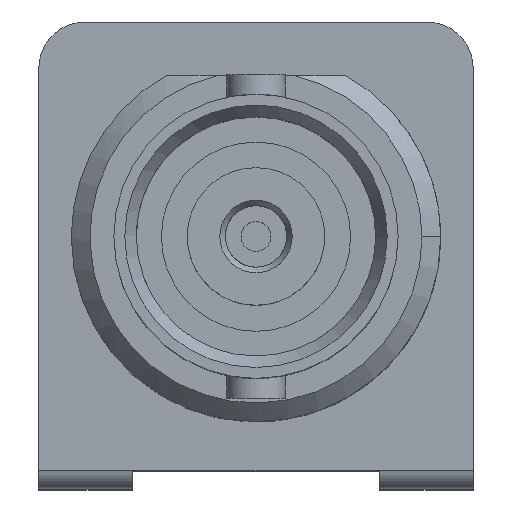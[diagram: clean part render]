
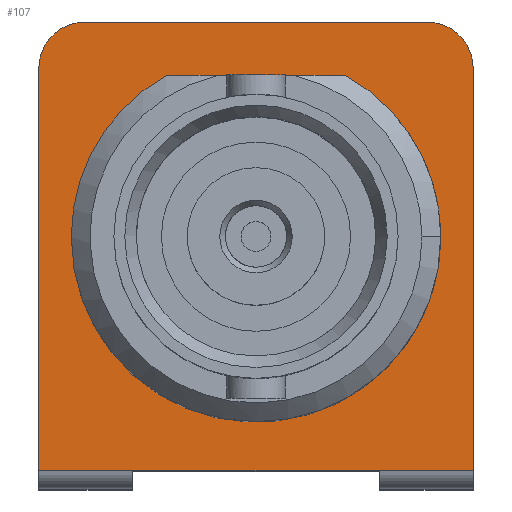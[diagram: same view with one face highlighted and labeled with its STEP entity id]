
A CAD part, top view. The second image highlights one B-rep face of the part: STEP entity #107.
In plain terms, the highlighted planar face has unit normal (0, 0, 1).
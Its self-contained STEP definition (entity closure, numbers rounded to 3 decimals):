
#107=ADVANCED_FACE('',(#947,#949),#951,.F.);
#947=FACE_BOUND('',#948,.T.);
#948=EDGE_LOOP('',(#1659,#1660,#1661,#1662,#1663,#1664));
#949=FACE_BOUND('',#950,.T.);
#950=EDGE_LOOP('',(#1665,#1666,#1667));
#951=PLANE('',#952);
#952=AXIS2_PLACEMENT_3D('',#953,#954,#955);
#953=CARTESIAN_POINT('',(0.,0.,-21.209));
#954=DIRECTION('',(0.,0.,-1.));
#955=DIRECTION('',(0.,-1.,0.));
#1659=ORIENTED_EDGE('',*,*,#2050,.F.);
#1660=ORIENTED_EDGE('',*,*,#2051,.F.);
#1661=ORIENTED_EDGE('',*,*,#2052,.F.);
#1662=ORIENTED_EDGE('',*,*,#2053,.F.);
#1663=ORIENTED_EDGE('',*,*,#2054,.F.);
#1664=ORIENTED_EDGE('',*,*,#2055,.F.);
#1665=ORIENTED_EDGE('',*,*,#2049,.T.);
#1666=ORIENTED_EDGE('',*,*,#2039,.F.);
#1667=ORIENTED_EDGE('',*,*,#2056,.F.);
#2039=EDGE_CURVE('',#2242,#2244,#2245,.T.);
#2049=EDGE_CURVE('',#2258,#2244,#2261,.T.);
#2050=EDGE_CURVE('',#2262,#2263,#2264,.T.);
#2051=EDGE_CURVE('',#2265,#2262,#2266,.T.);
#2052=EDGE_CURVE('',#2267,#2265,#2268,.T.);
#2053=EDGE_CURVE('',#2269,#2267,#2270,.T.);
#2054=EDGE_CURVE('',#2271,#2269,#2272,.T.);
#2055=EDGE_CURVE('',#2263,#2271,#2273,.T.);
#2056=EDGE_CURVE('',#2258,#2242,#2274,.T.);
#2242=VERTEX_POINT('',#2603);
#2244=VERTEX_POINT('',#2607);
#2245=CIRCLE('',#2608,6.274);
#2258=VERTEX_POINT('',#2643);
#2261=LINE('',#2653,#2654);
#2262=VERTEX_POINT('',#2656);
#2263=VERTEX_POINT('',#2657);
#2264=LINE('',#2658,#2659);
#2265=VERTEX_POINT('',#2661);
#2266=CIRCLE('',#2662,1.575);
#2267=VERTEX_POINT('',#2666);
#2268=LINE('',#2667,#2668);
#2269=VERTEX_POINT('',#2670);
#2270=LINE('',#2671,#2672);
#2271=VERTEX_POINT('',#2674);
#2272=LINE('',#2675,#2676);
#2273=CIRCLE('',#2678,1.575);
#2274=CIRCLE('',#2682,6.274);
#2603=CARTESIAN_POINT('',(-6.274,0.,-21.209));
#2607=CARTESIAN_POINT('',(3.043,5.486,-21.209));
#2608=AXIS2_PLACEMENT_3D('',#2609,#2610,#2611);
#2609=CARTESIAN_POINT('',(0.,0.,-21.209));
#2610=DIRECTION('',(0.,0.,1.));
#2611=DIRECTION('',(-1.,0.,0.));
#2643=CARTESIAN_POINT('',(-3.043,5.486,-21.209));
#2653=CARTESIAN_POINT('',(-3.043,5.486,-21.209));
#2654=VECTOR('',#2655,1.);
#2655=DIRECTION('',(1.,0.,0.));
#2656=CARTESIAN_POINT('',(-5.804,7.315,-21.209));
#2657=CARTESIAN_POINT('',(5.804,7.315,-21.209));
#2658=CARTESIAN_POINT('',(-5.804,7.315,-21.209));
#2659=VECTOR('',#2660,1.);
#2660=DIRECTION('',(1.,0.,0.));
#2661=CARTESIAN_POINT('',(-7.379,5.74,-21.209));
#2662=AXIS2_PLACEMENT_3D('',#2663,#2664,#2665);
#2663=CARTESIAN_POINT('',(-5.804,5.74,-21.209));
#2664=DIRECTION('',(0.,0.,-1.));
#2665=DIRECTION('',(-1.,0.,0.));
#2666=CARTESIAN_POINT('',(-7.379,-7.925,-21.209));
#2667=CARTESIAN_POINT('',(-7.379,-7.925,-21.209));
#2668=VECTOR('',#2669,1.);
#2669=DIRECTION('',(0.,1.,0.));
#2670=CARTESIAN_POINT('',(7.379,-7.925,-21.209));
#2671=CARTESIAN_POINT('',(7.379,-7.925,-21.209));
#2672=VECTOR('',#2673,1.);
#2673=DIRECTION('',(-1.,0.,0.));
#2674=CARTESIAN_POINT('',(7.379,5.74,-21.209));
#2675=CARTESIAN_POINT('',(7.379,5.74,-21.209));
#2676=VECTOR('',#2677,1.);
#2677=DIRECTION('',(0.,-1.,0.));
#2678=AXIS2_PLACEMENT_3D('',#2679,#2680,#2681);
#2679=CARTESIAN_POINT('',(5.804,5.74,-21.209));
#2680=DIRECTION('',(0.,0.,-1.));
#2681=DIRECTION('',(0.,1.,0.));
#2682=AXIS2_PLACEMENT_3D('',#2683,#2684,#2685);
#2683=CARTESIAN_POINT('',(0.,0.,-21.209));
#2684=DIRECTION('',(0.,0.,1.));
#2685=DIRECTION('',(-0.485,0.874,0.));
